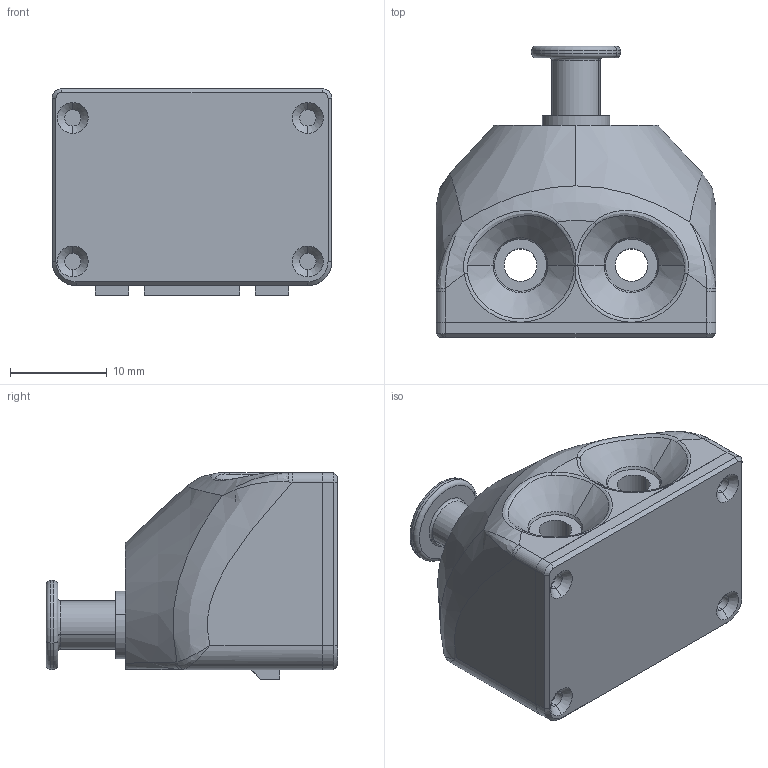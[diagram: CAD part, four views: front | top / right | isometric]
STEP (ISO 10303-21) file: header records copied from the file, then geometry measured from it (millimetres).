
FILE_DESCRIPTION (( 'STEP AP214' ), '1' );
FILE_NAME ('z_nozzle_endstop_short.STEP', '2021-08-06T03:17:03', ( '' ), ( '' ), 'SwSTEP 2.0', 'SolidWorks 2021', '' );
FILE_SCHEMA (( 'AUTOMOTIVE_DESIGN' ));
Length unit declared in the file: millimetre
Products named in the file (6): Copy of nozzle_endswitch_body_cover^z_nozzle_endstop_short; Copy of 4mmx5mmx20mm^z_nozzle_endstop_short; Copy of endstop body^z_nozzle_endstop_short; z_nozzle_endstop_short; Copy of m4x12 SHCS^z_nozzle_endstop_short; Copy of 5mmx7mmx8^z_nozzle_endstop_short
Assembly tree (5 placements, depth 2):
  z_nozzle_endstop_short
    Copy of 5mmx7mmx8^z_nozzle_endstop_short
    Copy of endstop body^z_nozzle_endstop_short
    Copy of m4x12 SHCS^z_nozzle_endstop_short
    Copy of 4mmx5mmx20mm^z_nozzle_endstop_short
    Copy of nozzle_endswitch_body_cover^z_nozzle_endstop_short
Bounding box: 29 x 30.2 x 21.4 mm (x, y, z)
Volume: 8814.7 mm3; surface area: 6317.1 mm2
Topology: 5 solids, 5 shells, 241 faces, 607 edges, 379 vertices
Faces by surface type: plane 99, cylinder 74, torus 25, cone 22, bspline 19, sphere 2
Entity records: 8929 total; most frequent: CARTESIAN_POINT 2908, DIRECTION 1245, ORIENTED_EDGE 1202, EDGE_CURVE 601, AXIS2_PLACEMENT_3D 478, VERTEX_POINT 379, LINE 289, VECTOR 289
